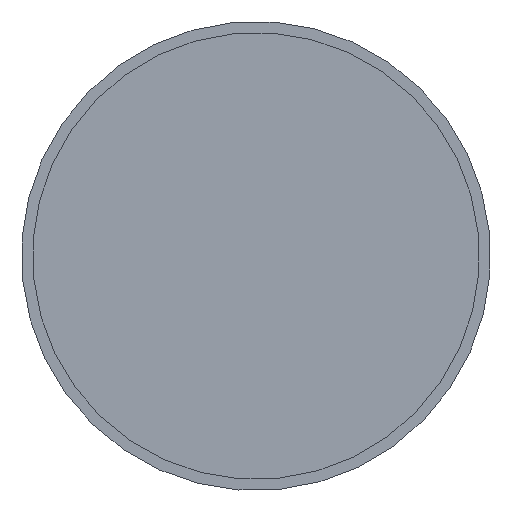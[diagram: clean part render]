
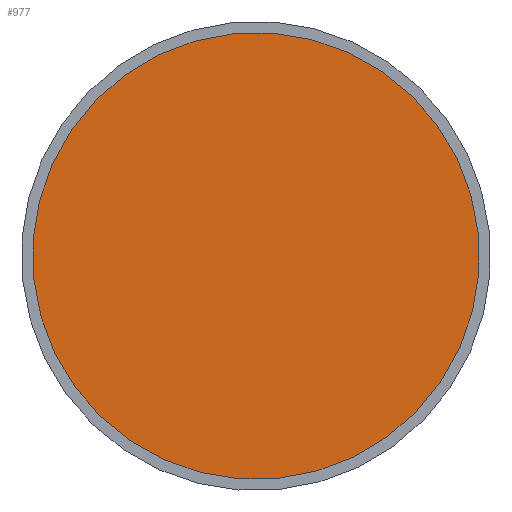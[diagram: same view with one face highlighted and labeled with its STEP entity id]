
A CAD part, front view. The second image highlights one B-rep face of the part: STEP entity #977.
In plain terms, the highlighted planar face has unit normal (0, -1, 0).
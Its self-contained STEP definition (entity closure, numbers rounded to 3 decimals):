
#87=PLANE('',#1086);
#123=FACE_OUTER_BOUND('',#181,.T.);
#181=EDGE_LOOP('',(#731,#732));
#283=CIRCLE('',#1087,20.);
#284=CIRCLE('',#1088,20.);
#394=VERTEX_POINT('',#1699);
#395=VERTEX_POINT('',#1700);
#520=EDGE_CURVE('',#394,#395,#283,.T.);
#521=EDGE_CURVE('',#395,#394,#284,.T.);
#731=ORIENTED_EDGE('',*,*,#520,.T.);
#732=ORIENTED_EDGE('',*,*,#521,.T.);
#977=ADVANCED_FACE('',(#123),#87,.T.);
#1086=AXIS2_PLACEMENT_3D('',#1698,#1317,#1318);
#1087=AXIS2_PLACEMENT_3D('',#1701,#1319,#1320);
#1088=AXIS2_PLACEMENT_3D('',#1702,#1321,#1322);
#1317=DIRECTION('center_axis',(0.,-1.,0.));
#1318=DIRECTION('ref_axis',(0.102,0.,-0.995));
#1319=DIRECTION('center_axis',(0.,-1.,0.));
#1320=DIRECTION('ref_axis',(0.995,0.,0.102));
#1321=DIRECTION('center_axis',(0.,-1.,0.));
#1322=DIRECTION('ref_axis',(0.995,0.,0.102));
#1698=CARTESIAN_POINT('Origin',(9.948,-38.555,1.015));
#1699=CARTESIAN_POINT('',(19.897,-38.555,2.031));
#1700=CARTESIAN_POINT('',(-19.897,-38.555,-2.031));
#1701=CARTESIAN_POINT('Origin',(0.,-38.555,
0.));
#1702=CARTESIAN_POINT('Origin',(0.,-38.555,
0.));
